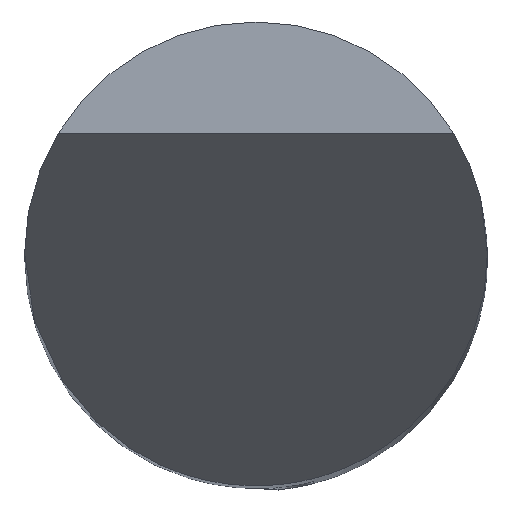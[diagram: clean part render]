
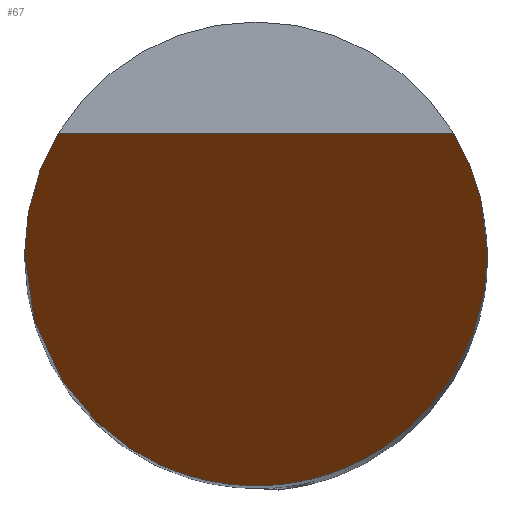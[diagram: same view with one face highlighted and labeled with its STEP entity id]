
A CAD part, top view. The second image highlights one B-rep face of the part: STEP entity #67.
In plain terms, the highlighted planar face has unit normal (0, -0.866, 0.5).
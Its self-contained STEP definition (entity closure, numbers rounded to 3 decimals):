
#67=ADVANCED_FACE('',(#106),#91,.T.);
#91=PLANE('',#513);
#106=FACE_OUTER_BOUND('',#131,.T.);
#131=EDGE_LOOP('',(#220,#221,#222,#223));
#153=LINE('',#716,#181);
#181=VECTOR('',#557,1.);
#220=ORIENTED_EDGE('',*,*,#384,.T.);
#221=ORIENTED_EDGE('',*,*,#385,.T.);
#222=ORIENTED_EDGE('',*,*,#382,.T.);
#223=ORIENTED_EDGE('',*,*,#386,.T.);
#340=VERTEX_POINT('',#717);
#341=VERTEX_POINT('',#718);
#342=VERTEX_POINT('',#725);
#343=VERTEX_POINT('',#726);
#382=EDGE_CURVE('',#340,#341,#153,.T.);
#384=EDGE_CURVE('',#342,#343,#450,.T.);
#385=EDGE_CURVE('',#343,#340,#451,.T.);
#386=EDGE_CURVE('',#341,#342,#452,.T.);
#450=(
BOUNDED_CURVE()
B_SPLINE_CURVE(3,(#721,#722,#723,#724),.UNSPECIFIED.,.F.,.F.)
B_SPLINE_CURVE_WITH_KNOTS((4,4),(0.,1.),.UNSPECIFIED.)
CURVE()
GEOMETRIC_REPRESENTATION_ITEM()
RATIONAL_B_SPLINE_CURVE((1.,0.333,0.333,1.))
REPRESENTATION_ITEM('')
);
#451=(
BOUNDED_CURVE()
B_SPLINE_CURVE(3,(#727,#728,#729,#730),.UNSPECIFIED.,.F.,.F.)
B_SPLINE_CURVE_WITH_KNOTS((4,4),(0.,1.),.UNSPECIFIED.)
CURVE()
GEOMETRIC_REPRESENTATION_ITEM()
RATIONAL_B_SPLINE_CURVE((1.,0.975,0.975,1.))
REPRESENTATION_ITEM('')
);
#452=(
BOUNDED_CURVE()
B_SPLINE_CURVE(3,(#731,#732,#733,#734),.UNSPECIFIED.,.F.,.F.)
B_SPLINE_CURVE_WITH_KNOTS((4,4),(0.,1.),.UNSPECIFIED.)
CURVE()
GEOMETRIC_REPRESENTATION_ITEM()
RATIONAL_B_SPLINE_CURVE((1.,0.975,0.975,1.))
REPRESENTATION_ITEM('')
);
#513=AXIS2_PLACEMENT_3D('',#735,#562,#563);
#557=DIRECTION('',(-1.,0.,0.));
#562=DIRECTION('',(0.,-0.866,0.5));
#563=DIRECTION('',(0.,0.5,0.866));
#716=CARTESIAN_POINT('',(-57.597,1.299,2.25));
#717=CARTESIAN_POINT('',(2.136,1.299,2.25));
#718=CARTESIAN_POINT('',(-2.136,1.299,2.25));
#721=CARTESIAN_POINT('',(-2.5,0.,0.));
#722=CARTESIAN_POINT('',(-2.5,-5.,-8.66));
#723=CARTESIAN_POINT('',(2.5,-5.,-8.66));
#724=CARTESIAN_POINT('',(2.5,0.,0.));
#725=CARTESIAN_POINT('',(-2.5,0.,0.));
#726=CARTESIAN_POINT('',(2.5,0.,0.));
#727=CARTESIAN_POINT('',(2.5,0.,0.));
#728=CARTESIAN_POINT('',(2.5,0.461,0.799));
#729=CARTESIAN_POINT('',(2.376,0.905,1.568));
#730=CARTESIAN_POINT('',(2.136,1.299,2.25));
#731=CARTESIAN_POINT('',(-2.136,1.299,2.25));
#732=CARTESIAN_POINT('',(-2.376,0.905,1.568));
#733=CARTESIAN_POINT('',(-2.5,0.461,0.799));
#734=CARTESIAN_POINT('',(-2.5,0.,0.));
#735=CARTESIAN_POINT('',(-57.597,4.054,7.021));
